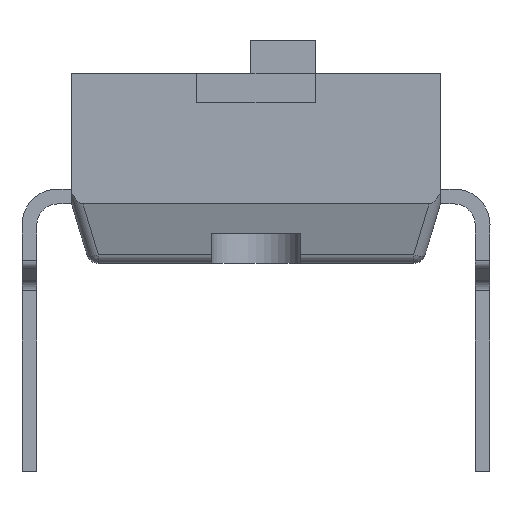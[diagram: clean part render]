
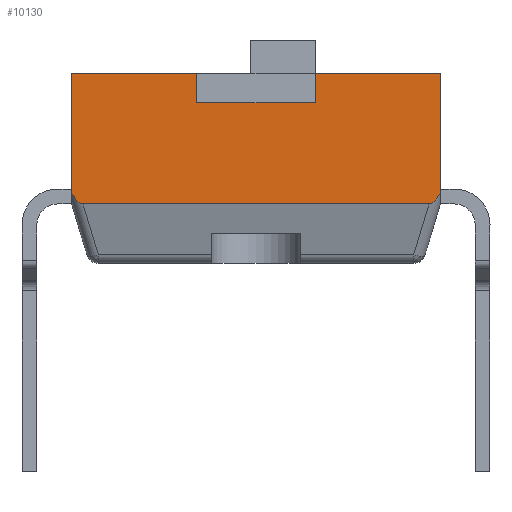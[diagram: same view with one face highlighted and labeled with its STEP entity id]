
A CAD part, left-side view. The second image highlights one B-rep face of the part: STEP entity #10130.
In plain terms, the highlighted planar face has unit normal (-1, 0, 0).
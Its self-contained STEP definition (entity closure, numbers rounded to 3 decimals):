
#35 = DIRECTION ( 'NONE',  ( 0., 0., 1. ) ) ;
#110 = ORIENTED_EDGE ( 'NONE', *, *, #3972, .T. ) ;
#174 = CARTESIAN_POINT ( 'NONE',  ( -4.31, 3.1, -3.1 ) ) ;
#278 = EDGE_CURVE ( 'NONE', #9006, #4200, #1585, .T. ) ;
#380 = DIRECTION ( 'NONE',  ( 0., 1., 0. ) ) ;
#476 = CARTESIAN_POINT ( 'NONE',  ( -4.31, -3.028, -2.136 ) ) ;
#757 = VERTEX_POINT ( 'NONE', #6559 ) ;
#783 = VECTOR ( 'NONE', #9352, 1000. ) ;
#797 = CARTESIAN_POINT ( 'NONE',  ( -4.31, -3.1, 0. ) ) ;
#1009 = CARTESIAN_POINT ( 'NONE',  ( -4.31, 3.1, -2.016 ) ) ;
#1057 = VERTEX_POINT ( 'NONE', #3050 ) ;
#1161 = CARTESIAN_POINT ( 'NONE',  ( -4.31, 3.1, -2.016 ) ) ;
#1167 = ORIENTED_EDGE ( 'NONE', *, *, #7823, .F. ) ;
#1585 = LINE ( 'NONE', #3400, #9108 ) ;
#1729 = ORIENTED_EDGE ( 'NONE', *, *, #7285, .T. ) ;
#2037 = ORIENTED_EDGE ( 'NONE', *, *, #2208, .F. ) ;
#2208 = EDGE_CURVE ( 'NONE', #757, #1057, #6305, .T. ) ;
#2390 = FACE_OUTER_BOUND ( 'NONE', #11563, .T. ) ;
#2432 = VERTEX_POINT ( 'NONE', #6616 ) ;
#2575 = CARTESIAN_POINT ( 'NONE',  ( -4.31, 2.726, -3.1 ) ) ;
#2885 = CARTESIAN_POINT ( 'NONE',  ( -4.31, -0.996, -3.1 ) ) ;
#2911 = CARTESIAN_POINT ( 'NONE',  ( -4.31, 0.996, 0. ) ) ;
#2978 = CARTESIAN_POINT ( 'NONE',  ( -4.31, 3.028, -2.136 ) ) ;
#3050 = CARTESIAN_POINT ( 'NONE',  ( -4.31, -2.908, -2.2 ) ) ;
#3178 = EDGE_CURVE ( 'NONE', #7648, #11179, #9433, .T. ) ;
#3400 = CARTESIAN_POINT ( 'NONE',  ( -4.31, 2.726, -0.5 ) ) ;
#3494 = CARTESIAN_POINT ( 'NONE',  ( -4.31, 3.1, 0. ) ) ;
#3674 = LINE ( 'NONE', #2885, #783 ) ;
#3870 = DIRECTION ( 'NONE',  ( 0., 0., 1. ) ) ;
#3894 = DIRECTION ( 'NONE',  ( 0., 0., -1. ) ) ;
#3972 = EDGE_CURVE ( 'NONE', #4200, #8634, #8275, .T. ) ;
#4200 = VERTEX_POINT ( 'NONE', #5517 ) ;
#4357 = DIRECTION ( 'NONE',  ( 0., 1., 0. ) ) ;
#4474 = VECTOR ( 'NONE', #3870, 1000. ) ;
#4679 = LINE ( 'NONE', #8410, #8991 ) ;
#4820 = LINE ( 'NONE', #174, #9122 ) ;
#4981 = LINE ( 'NONE', #6015, #10881 ) ;
#4987 = VECTOR ( 'NONE', #4357, 1000. ) ;
#5069 = CARTESIAN_POINT ( 'NONE',  ( -4.31, -2.961, -2.2 ) ) ;
#5517 = CARTESIAN_POINT ( 'NONE',  ( -4.31, 0.996, -0.5 ) ) ;
#5814 = VECTOR ( 'NONE', #380, 1000. ) ;
#6015 = CARTESIAN_POINT ( 'NONE',  ( -4.31, 2.726, -2.2 ) ) ;
#6071 = DIRECTION ( 'NONE',  ( 0., 1., 0. ) ) ;
#6305 =( BOUNDED_CURVE ( )  B_SPLINE_CURVE ( 3, ( #11454, #476, #5069, #6951 ),
 .UNSPECIFIED., .F., .F. ) 
 B_SPLINE_CURVE_WITH_KNOTS ( ( 4, 4 ),
 ( 2.315, 3.059 ),
 .UNSPECIFIED. ) 
 CURVE ( )  GEOMETRIC_REPRESENTATION_ITEM ( )  RATIONAL_B_SPLINE_CURVE ( ( 1., 0.954, 0.954, 1. ) ) 
 REPRESENTATION_ITEM ( '' )  );
#6330 = EDGE_CURVE ( 'NONE', #757, #10590, #4679, .T. ) ;
#6483 = ORIENTED_EDGE ( 'NONE', *, *, #7022, .T. ) ;
#6559 = CARTESIAN_POINT ( 'NONE',  ( -4.31, -3.1, -2.016 ) ) ;
#6616 = CARTESIAN_POINT ( 'NONE',  ( -4.31, -0.996, 0. ) ) ;
#6644 = ORIENTED_EDGE ( 'NONE', *, *, #11841, .T. ) ;
#6687 = ORIENTED_EDGE ( 'NONE', *, *, #278, .T. ) ;
#6706 = CARTESIAN_POINT ( 'NONE',  ( -4.31, 2.908, -2.2 ) ) ;
#6902 = CARTESIAN_POINT ( 'NONE',  ( -4.31, -0.996, -0.5 ) ) ;
#6951 = CARTESIAN_POINT ( 'NONE',  ( -4.31, -2.908, -2.2 ) ) ;
#7022 = EDGE_CURVE ( 'NONE', #8634, #10181, #9648, .T. ) ;
#7285 = EDGE_CURVE ( 'NONE', #10181, #7648, #4820, .T. ) ;
#7648 = VERTEX_POINT ( 'NONE', #1009 ) ;
#7823 = EDGE_CURVE ( 'NONE', #1057, #11179, #4981, .T. ) ;
#7880 = ORIENTED_EDGE ( 'NONE', *, *, #9799, .T. ) ;
#8275 = LINE ( 'NONE', #10281, #4474 ) ;
#8410 = CARTESIAN_POINT ( 'NONE',  ( -4.31, -3.1, -3.1 ) ) ;
#8634 = VERTEX_POINT ( 'NONE', #2911 ) ;
#8807 = CARTESIAN_POINT ( 'NONE',  ( -4.31, 2.726, 0. ) ) ;
#8976 = DIRECTION ( 'NONE',  ( 0., 1., 0. ) ) ;
#8991 = VECTOR ( 'NONE', #35, 1000. ) ;
#9006 = VERTEX_POINT ( 'NONE', #6902 ) ;
#9058 = DIRECTION ( 'NONE',  ( 0., 0., 1. ) ) ;
#9073 = CARTESIAN_POINT ( 'NONE',  ( -4.31, 2.726, 0. ) ) ;
#9108 = VECTOR ( 'NONE', #8976, 1000. ) ;
#9122 = VECTOR ( 'NONE', #3894, 1000. ) ;
#9352 = DIRECTION ( 'NONE',  ( 0., 0., -1. ) ) ;
#9433 =( BOUNDED_CURVE ( )  B_SPLINE_CURVE ( 3, ( #1161, #2978, #10422, #6706 ),
 .UNSPECIFIED., .F., .F. ) 
 B_SPLINE_CURVE_WITH_KNOTS ( ( 4, 4 ),
 ( 5.456, 6.201 ),
 .UNSPECIFIED. ) 
 CURVE ( )  GEOMETRIC_REPRESENTATION_ITEM ( )  RATIONAL_B_SPLINE_CURVE ( ( 1., 0.954, 0.954, 1. ) ) 
 REPRESENTATION_ITEM ( '' )  );
#9648 = LINE ( 'NONE', #8807, #5814 ) ;
#9792 = DIRECTION ( 'NONE',  ( -1., 0., 0. ) ) ;
#9799 = EDGE_CURVE ( 'NONE', #10590, #2432, #9864, .T. ) ;
#9864 = LINE ( 'NONE', #9073, #4987 ) ;
#10130 = ADVANCED_FACE ( 'NONE', ( #2390 ), #10883, .T. ) ;
#10181 = VERTEX_POINT ( 'NONE', #3494 ) ;
#10281 = CARTESIAN_POINT ( 'NONE',  ( -4.31, 0.996, -3.1 ) ) ;
#10422 = CARTESIAN_POINT ( 'NONE',  ( -4.31, 2.961, -2.2 ) ) ;
#10590 = VERTEX_POINT ( 'NONE', #797 ) ;
#10667 = ORIENTED_EDGE ( 'NONE', *, *, #6330, .T. ) ;
#10834 = AXIS2_PLACEMENT_3D ( 'NONE', #2575, #9792, #9058 ) ;
#10881 = VECTOR ( 'NONE', #6071, 1000. ) ;
#10883 = PLANE ( 'NONE',  #10834 ) ;
#11179 = VERTEX_POINT ( 'NONE', #11364 ) ;
#11225 = ORIENTED_EDGE ( 'NONE', *, *, #3178, .T. ) ;
#11364 = CARTESIAN_POINT ( 'NONE',  ( -4.31, 2.908, -2.2 ) ) ;
#11454 = CARTESIAN_POINT ( 'NONE',  ( -4.31, -3.1, -2.016 ) ) ;
#11563 = EDGE_LOOP ( 'NONE', ( #6483, #1729, #11225, #1167, #2037, #10667, #7880, #6644, #6687, #110 ) ) ;
#11841 = EDGE_CURVE ( 'NONE', #2432, #9006, #3674, .T. ) ;
